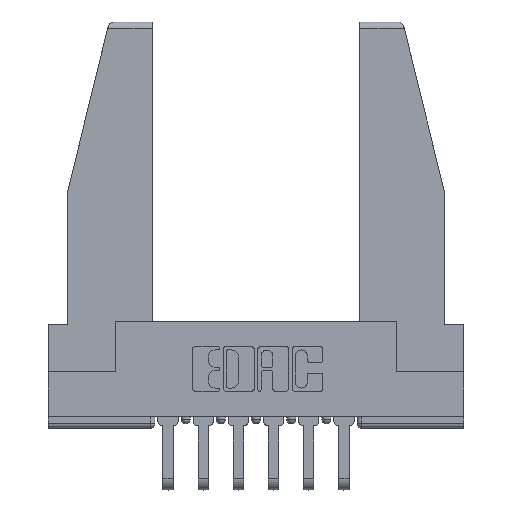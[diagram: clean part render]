
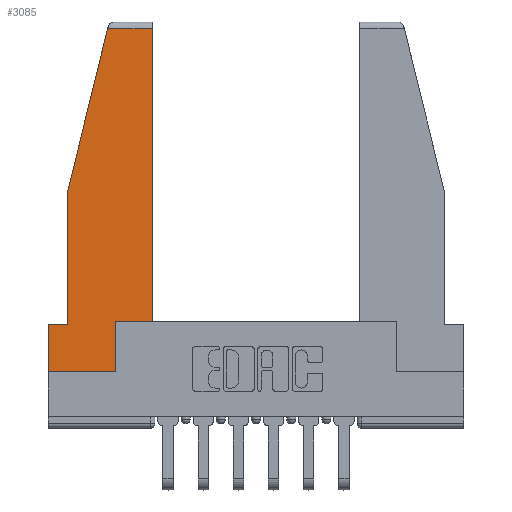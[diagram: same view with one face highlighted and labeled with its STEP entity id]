
A CAD part, top view. The second image highlights one B-rep face of the part: STEP entity #3085.
In plain terms, the highlighted planar face has unit normal (0, 0, 1).
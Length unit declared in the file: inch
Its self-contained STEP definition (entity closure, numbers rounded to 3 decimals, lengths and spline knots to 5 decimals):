
#31 = CARTESIAN_POINT ( 'NONE',  ( 0., 0., 0. ) ) ;
#99 = DIRECTION ( 'NONE',  ( -0.239, -0.971, 0. ) ) ;
#634 = LINE ( 'NONE', #1737, #8737 ) ;
#693 = VECTOR ( 'NONE', #10553, 39.37008 ) ;
#917 = VECTOR ( 'NONE', #6407, 39.37008 ) ;
#1091 = ORIENTED_EDGE ( 'NONE', *, *, #2860, .T. ) ;
#1224 = CARTESIAN_POINT ( 'NONE',  ( 0.461, 0.223, 0. ) ) ;
#1260 = LINE ( 'NONE', #11802, #4410 ) ;
#1703 = DIRECTION ( 'NONE',  ( 0., -1., 0. ) ) ;
#1737 = CARTESIAN_POINT ( 'NONE',  ( 0.297, 0., 0. ) ) ;
#2324 = EDGE_CURVE ( 'NONE', #4122, #4747, #3267, .T. ) ;
#2373 = EDGE_CURVE ( 'NONE', #4747, #10762, #12625, .T. ) ;
#2400 = DIRECTION ( 'NONE',  ( 0., -1., 0. ) ) ;
#2661 = CARTESIAN_POINT ( 'NONE',  ( 0., 0., 0. ) ) ;
#2860 = EDGE_CURVE ( 'NONE', #10560, #6513, #13012, .T. ) ;
#3085 = ADVANCED_FACE ( 'NONE', ( #13620 ), #5324, .T. ) ;
#3096 = ORIENTED_EDGE ( 'NONE', *, *, #6547, .T. ) ;
#3145 = CARTESIAN_POINT ( 'NONE',  ( 0., 1.52, 0. ) ) ;
#3146 = CARTESIAN_POINT ( 'NONE',  ( 0.297, 0., 0. ) ) ;
#3267 = LINE ( 'NONE', #13665, #917 ) ;
#3307 = ORIENTED_EDGE ( 'NONE', *, *, #5396, .T. ) ;
#3593 = CARTESIAN_POINT ( 'NONE',  ( 0.461, 1.52, 0. ) ) ;
#3842 = ORIENTED_EDGE ( 'NONE', *, *, #3903, .T. ) ;
#3903 = EDGE_CURVE ( 'NONE', #4367, #10560, #1260, .T. ) ;
#4122 = VERTEX_POINT ( 'NONE', #8897 ) ;
#4367 = VERTEX_POINT ( 'NONE', #10612 ) ;
#4396 = CARTESIAN_POINT ( 'NONE',  ( 0.461, 0.223, 0. ) ) ;
#4410 = VECTOR ( 'NONE', #99, 39.37008 ) ;
#4494 = LINE ( 'NONE', #2661, #12592 ) ;
#4747 = VERTEX_POINT ( 'NONE', #1224 ) ;
#5324 = PLANE ( 'NONE',  #7449 ) ;
#5396 = EDGE_CURVE ( 'NONE', #12445, #4122, #634, .T. ) ;
#5534 = VECTOR ( 'NONE', #1703, 39.37008 ) ;
#6090 = CARTESIAN_POINT ( 'NONE',  ( 0.086, 0.21, 0. ) ) ;
#6407 = DIRECTION ( 'NONE',  ( 1., 0., 0. ) ) ;
#6460 = EDGE_CURVE ( 'NONE', #8792, #6954, #12451, .T. ) ;
#6513 = VERTEX_POINT ( 'NONE', #6090 ) ;
#6547 = EDGE_CURVE ( 'NONE', #6513, #8792, #11556, .T. ) ;
#6725 = EDGE_CURVE ( 'NONE', #6954, #12445, #4494, .T. ) ;
#6954 = VERTEX_POINT ( 'NONE', #31 ) ;
#7209 = ORIENTED_EDGE ( 'NONE', *, *, #11517, .T. ) ;
#7376 = ORIENTED_EDGE ( 'NONE', *, *, #2373, .T. ) ;
#7449 = AXIS2_PLACEMENT_3D ( 'NONE', #12714, #12647, #8369 ) ;
#8060 = DIRECTION ( 'NONE',  ( 0., 1., 0. ) ) ;
#8369 = DIRECTION ( 'NONE',  ( 1., 0., 0. ) ) ;
#8737 = VECTOR ( 'NONE', #8060, 39.37008 ) ;
#8792 = VERTEX_POINT ( 'NONE', #11543 ) ;
#8852 = DIRECTION ( 'NONE',  ( 1., 0., 0. ) ) ;
#8897 = CARTESIAN_POINT ( 'NONE',  ( 0.297, 0.223, 0. ) ) ;
#9530 = DIRECTION ( 'NONE',  ( -1., 0., 0. ) ) ;
#9613 = DIRECTION ( 'NONE',  ( -1., 0., 0. ) ) ;
#9702 = CARTESIAN_POINT ( 'NONE',  ( 0.086, 0.8, 0. ) ) ;
#9859 = VECTOR ( 'NONE', #2400, 39.37008 ) ;
#10247 = CARTESIAN_POINT ( 'NONE',  ( 0., 0.21, 0. ) ) ;
#10515 = CARTESIAN_POINT ( 'NONE',  ( 0., 0.21, 0. ) ) ;
#10553 = DIRECTION ( 'NONE',  ( 0., 1., 0. ) ) ;
#10560 = VERTEX_POINT ( 'NONE', #12804 ) ;
#10612 = CARTESIAN_POINT ( 'NONE',  ( 0.2636, 1.52, 0. ) ) ;
#10743 = ORIENTED_EDGE ( 'NONE', *, *, #6460, .T. ) ;
#10762 = VERTEX_POINT ( 'NONE', #3593 ) ;
#10829 = VECTOR ( 'NONE', #9613, 39.37008 ) ;
#11517 = EDGE_CURVE ( 'NONE', #10762, #4367, #12638, .T. ) ;
#11543 = CARTESIAN_POINT ( 'NONE',  ( 0., 0.21, 0. ) ) ;
#11556 = LINE ( 'NONE', #10515, #10829 ) ;
#11802 = CARTESIAN_POINT ( 'NONE',  ( 0.271, 1.55, 0. ) ) ;
#12445 = VERTEX_POINT ( 'NONE', #3146 ) ;
#12451 = LINE ( 'NONE', #10247, #5534 ) ;
#12592 = VECTOR ( 'NONE', #8852, 39.37008 ) ;
#12625 = LINE ( 'NONE', #4396, #693 ) ;
#12638 = LINE ( 'NONE', #3145, #12858 ) ;
#12647 = DIRECTION ( 'NONE',  ( 0., 0., 1. ) ) ;
#12714 = CARTESIAN_POINT ( 'NONE',  ( 0., 0., 0. ) ) ;
#12804 = CARTESIAN_POINT ( 'NONE',  ( 0.086, 0.8, 0. ) ) ;
#12858 = VECTOR ( 'NONE', #9530, 39.37008 ) ;
#13000 = EDGE_LOOP ( 'NONE', ( #7376, #7209, #3842, #1091, #3096, #10743, #13231, #3307, #13383 ) ) ;
#13012 = LINE ( 'NONE', #9702, #9859 ) ;
#13231 = ORIENTED_EDGE ( 'NONE', *, *, #6725, .T. ) ;
#13383 = ORIENTED_EDGE ( 'NONE', *, *, #2324, .T. ) ;
#13620 = FACE_OUTER_BOUND ( 'NONE', #13000, .T. ) ;
#13665 = CARTESIAN_POINT ( 'NONE',  ( 0.297, 0.223, 0. ) ) ;
